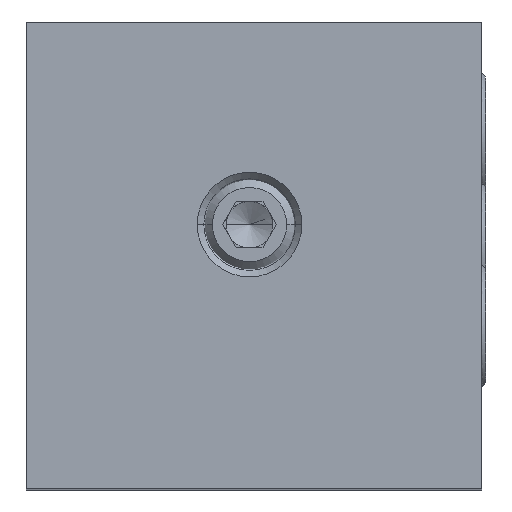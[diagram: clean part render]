
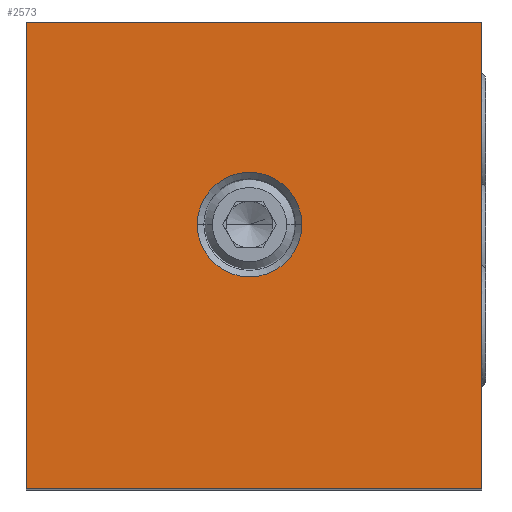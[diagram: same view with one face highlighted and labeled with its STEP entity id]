
A CAD part, top view. The second image highlights one B-rep face of the part: STEP entity #2573.
In plain terms, the highlighted planar face has unit normal (0, 0, 1).
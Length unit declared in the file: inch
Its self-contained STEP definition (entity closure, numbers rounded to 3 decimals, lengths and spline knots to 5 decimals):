
#571=DIRECTION('',(0.,-1.,0.));
#572=VECTOR('',#571,2.5);
#573=CARTESIAN_POINT('',(0.,0.,3.625));
#574=LINE('',#573,#572);
#575=DIRECTION('',(-1.,0.,0.));
#576=VECTOR('',#575,2.438);
#577=CARTESIAN_POINT('',(2.438,0.,3.625));
#578=LINE('',#577,#576);
#579=DIRECTION('',(0.,1.,0.));
#580=VECTOR('',#579,2.5);
#581=CARTESIAN_POINT('',(2.438,-2.5,3.625));
#582=LINE('',#581,#580);
#583=DIRECTION('',(1.,0.,0.));
#584=VECTOR('',#583,2.438);
#585=CARTESIAN_POINT('',(0.,-2.5,3.625));
#586=LINE('',#585,#584);
#587=CARTESIAN_POINT('',(1.195,-1.085,3.625));
#588=DIRECTION('',(0.,0.,-1.));
#589=DIRECTION('',(-1.,0.,0.));
#590=AXIS2_PLACEMENT_3D('',#587,#588,#589);
#592=CARTESIAN_POINT('',(1.195,-1.085,3.625));
#593=DIRECTION('',(0.,0.,-1.));
#594=DIRECTION('',(1.,0.,0.));
#595=AXIS2_PLACEMENT_3D('',#592,#593,#594);
#2132=CARTESIAN_POINT('',(0.,0.,3.625));
#2133=CARTESIAN_POINT('',(0.,-2.5,3.625));
#2134=VERTEX_POINT('',#2132);
#2135=VERTEX_POINT('',#2133);
#2136=CARTESIAN_POINT('',(2.438,-2.5,3.625));
#2137=VERTEX_POINT('',#2136);
#2138=CARTESIAN_POINT('',(2.438,0.,3.625));
#2139=VERTEX_POINT('',#2138);
#2231=CARTESIAN_POINT('',(0.915,-1.085,3.625));
#2232=CARTESIAN_POINT('',(1.475,-1.085,3.625));
#2233=VERTEX_POINT('',#2231);
#2234=VERTEX_POINT('',#2232);
#2556=CARTESIAN_POINT('',(0.,0.,3.625));
#2557=DIRECTION('',(0.,0.,1.));
#2558=DIRECTION('',(1.,0.,0.));
#2559=AXIS2_PLACEMENT_3D('',#2556,#2557,#2558);
#2560=PLANE('',#2559);
#2561=ORIENTED_EDGE('',*,*,#2406,.F.);
#2562=ORIENTED_EDGE('',*,*,#2469,.F.);
#2563=ORIENTED_EDGE('',*,*,#2483,.F.);
#2564=ORIENTED_EDGE('',*,*,#2550,.F.);
#2565=EDGE_LOOP('',(#2561,#2562,#2563,#2564));
#2566=FACE_OUTER_BOUND('',#2565,.F.);
#2568=ORIENTED_EDGE('',*,*,#2567,.F.);
#2570=ORIENTED_EDGE('',*,*,#2569,.F.);
#2571=EDGE_LOOP('',(#2568,#2570));
#2572=FACE_BOUND('',#2571,.F.);
#2573=ADVANCED_FACE('',(#2566,#2572),#2560,.T.);
#591=CIRCLE('',#590,0.28);
#596=CIRCLE('',#595,0.28);
#2406=EDGE_CURVE('',#2134,#2135,#574,.T.);
#2469=EDGE_CURVE('',#2139,#2134,#578,.T.);
#2483=EDGE_CURVE('',#2137,#2139,#582,.T.);
#2550=EDGE_CURVE('',#2135,#2137,#586,.T.);
#2567=EDGE_CURVE('',#2233,#2234,#591,.T.);
#2569=EDGE_CURVE('',#2234,#2233,#596,.T.);
